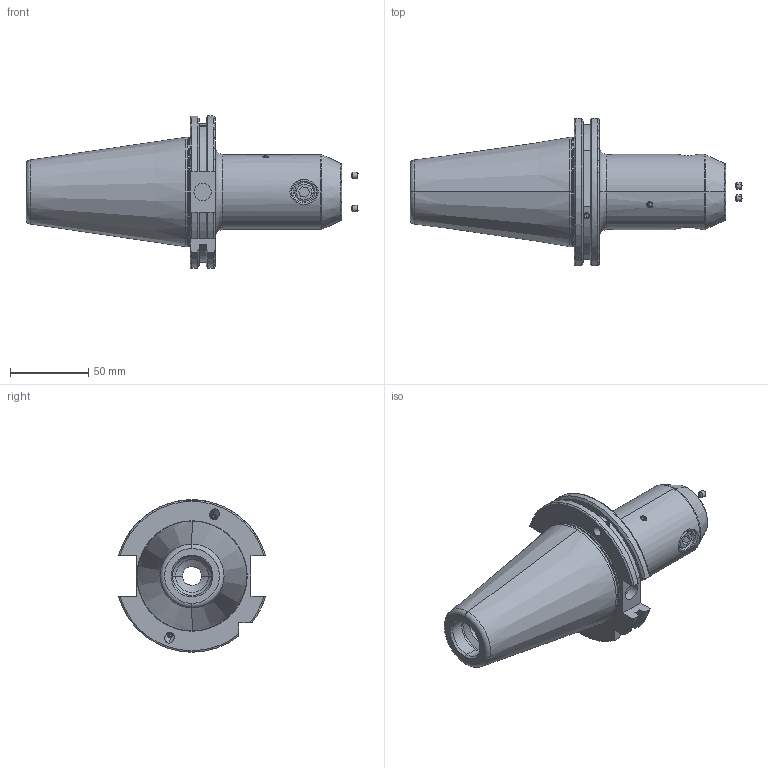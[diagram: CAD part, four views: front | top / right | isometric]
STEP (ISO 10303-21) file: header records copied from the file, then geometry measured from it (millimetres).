
FILE_DESCRIPTION (( 'STEP AP203' ), '1' );
FILE_NAME ('91506-WK216100.STEP', '2017-10-13T06:28:12', ( '' ), ( '' ), 'SwSTEP 2.0', 'SolidWorks 2009', '' );
FILE_SCHEMA (( 'CONFIG_CONTROL_DESIGN' ));
Length unit declared in the file: millimetre
Products named in the file (5): M14X16_ISO 4026 - M12 x 12-N; 91506-WK216100; M4X4_DIN 913 - M4 x 4-N; SK50EK16100FWW-M&G; Copy of M4X4_DIN 913 - M4 x 4-N
Assembly tree (8 placements, depth 2):
  91506-WK216100
    Copy of M4X4_DIN 913 - M4 x 4-N  x4
    M14X16_ISO 4026 - M12 x 12-N
    SK50EK16100FWW-M&G
    M4X4_DIN 913 - M4 x 4-N  x2
Bounding box: 212.24 x 94.05 x 97.5 mm (x, y, z)
Volume: 457602.3 mm3; surface area: 61621 mm2
Topology: 8 solids, 8 shells, 246 faces, 585 edges, 366 vertices
Faces by surface type: plane 93, cylinder 77, cone 52, torus 22, sphere 2
Entity records: 6994 total; most frequent: CARTESIAN_POINT 2011, DIRECTION 920, ORIENTED_EDGE 914, EDGE_CURVE 457, AXIS2_PLACEMENT_3D 362, VERTEX_POINT 286, EDGE_LOOP 213, LINE 196
